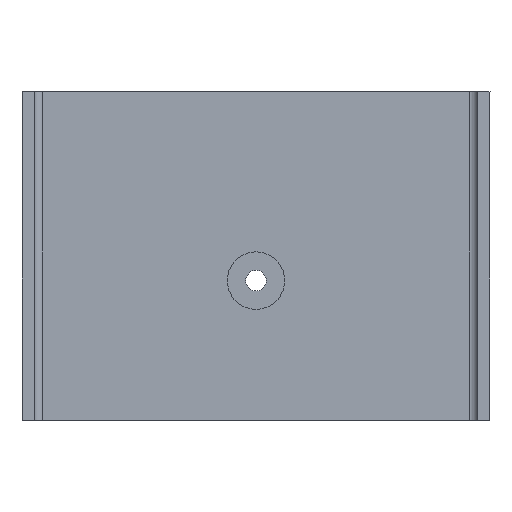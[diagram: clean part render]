
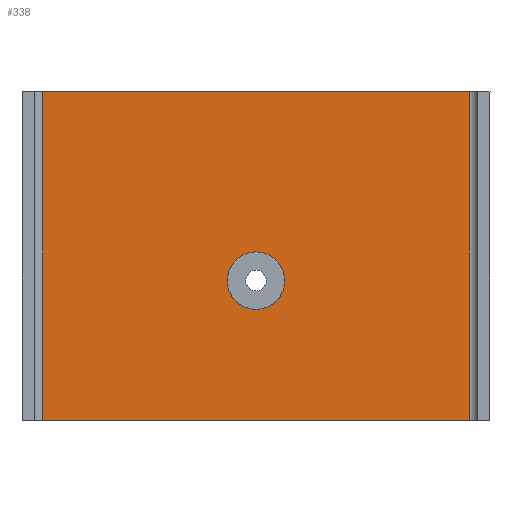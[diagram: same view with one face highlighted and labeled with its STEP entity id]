
A CAD part, top view. The second image highlights one B-rep face of the part: STEP entity #338.
In plain terms, the highlighted planar face has unit normal (0, 0, 1).
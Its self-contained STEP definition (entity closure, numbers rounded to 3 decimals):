
#16=FACE_BOUND('',#67,.T.);
#30=PLANE('',#376);
#46=FACE_OUTER_BOUND('',#66,.T.);
#66=EDGE_LOOP('',(#299,#300,#301,#302));
#67=EDGE_LOOP('',(#303));
#76=LINE('',#491,#111);
#81=LINE('',#506,#116);
#88=LINE('',#520,#123);
#106=LINE('',#557,#141);
#111=VECTOR('',#396,10.);
#116=VECTOR('',#409,10.);
#123=VECTOR('',#420,10.);
#141=VECTOR('',#456,10.);
#150=CIRCLE('',#377,3.5);
#155=VERTEX_POINT('',#484);
#158=VERTEX_POINT('',#489);
#161=VERTEX_POINT('',#499);
#164=VERTEX_POINT('',#504);
#180=VERTEX_POINT('',#559);
#188=EDGE_CURVE('',#158,#155,#76,.T.);
#195=EDGE_CURVE('',#164,#161,#81,.T.);
#202=EDGE_CURVE('',#164,#155,#88,.T.);
#221=EDGE_CURVE('',#161,#158,#106,.T.);
#222=EDGE_CURVE('',#180,#180,#150,.T.);
#299=ORIENTED_EDGE('',*,*,#188,.F.);
#300=ORIENTED_EDGE('',*,*,#221,.F.);
#301=ORIENTED_EDGE('',*,*,#195,.F.);
#302=ORIENTED_EDGE('',*,*,#202,.T.);
#303=ORIENTED_EDGE('',*,*,#222,.T.);
#338=ADVANCED_FACE('',(#46,#16),#30,.T.);
#376=AXIS2_PLACEMENT_3D('',#558,#457,#458);
#377=AXIS2_PLACEMENT_3D('',#560,#459,#460);
#396=DIRECTION('',(0.,1.,0.));
#409=DIRECTION('',(0.,-1.,0.));
#420=DIRECTION('',(-1.,0.,0.));
#456=DIRECTION('',(-1.,0.,0.));
#457=DIRECTION('center_axis',(0.,0.,1.));
#458=DIRECTION('ref_axis',(1.,0.,0.));
#459=DIRECTION('center_axis',(0.,0.,-1.));
#460=DIRECTION('ref_axis',(1.,0.,0.));
#484=CARTESIAN_POINT('',(2.5,40.,1.6));
#489=CARTESIAN_POINT('',(2.5,0.,1.6));
#491=CARTESIAN_POINT('',(2.5,15.5,1.6));
#499=CARTESIAN_POINT('',(54.5,0.,1.6));
#504=CARTESIAN_POINT('',(54.5,40.,1.6));
#506=CARTESIAN_POINT('',(54.5,46.5,1.6));
#520=CARTESIAN_POINT('',(14.25,40.,1.6));
#557=CARTESIAN_POINT('',(3.,0.,1.6));
#558=CARTESIAN_POINT('Origin',(28.5,31.,1.6));
#559=CARTESIAN_POINT('',(25.,17.,1.6));
#560=CARTESIAN_POINT('Origin',(28.5,17.,1.6));
